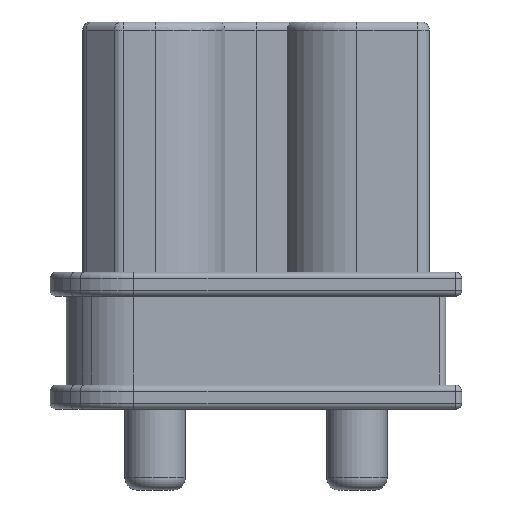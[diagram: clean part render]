
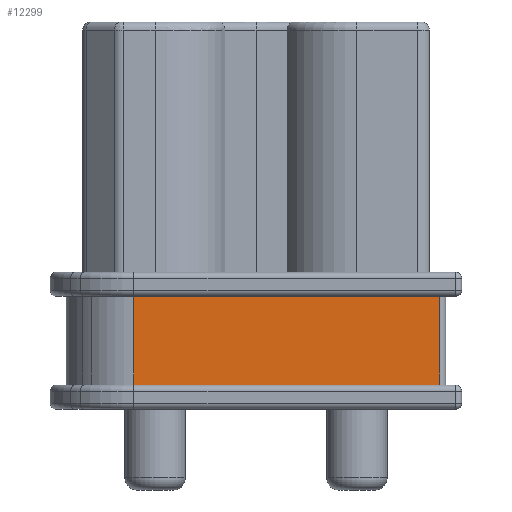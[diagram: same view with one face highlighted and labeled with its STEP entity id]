
A CAD part, front view. The second image highlights one B-rep face of the part: STEP entity #12299.
In plain terms, the highlighted planar face has unit normal (0, -1, 0).
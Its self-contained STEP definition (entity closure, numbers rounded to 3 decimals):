
#9707 = PLANE('',#9708);
#9708 = AXIS2_PLACEMENT_3D('',#9709,#9710,#9711);
#9709 = CARTESIAN_POINT('',(-5.1,-1.039,2.8));
#9710 = DIRECTION('',(0.,0.,1.));
#9711 = DIRECTION('',(1.,0.,0.));
#11021 = VERTEX_POINT('',#11022);
#11022 = CARTESIAN_POINT('',(4.55,-2.2,2.8));
#11041 = CYLINDRICAL_SURFACE('',#11042,0.15);
#11042 = AXIS2_PLACEMENT_3D('',#11043,#11044,#11045);
#11043 = CARTESIAN_POINT('',(4.55,-2.05,0.6));
#11044 = DIRECTION('',(0.,0.,1.));
#11045 = DIRECTION('',(1.,0.,0.));
#11053 = EDGE_CURVE('',#11054,#11021,#11056,.T.);
#11054 = VERTEX_POINT('',#11055);
#11055 = CARTESIAN_POINT('',(-3.029,-2.2,2.8));
#11056 = SURFACE_CURVE('',#11057,(#11061,#11067),.PCURVE_S1.);
#11057 = LINE('',#11058,#11059);
#11058 = CARTESIAN_POINT('',(0.,-2.2,2.8));
#11059 = VECTOR('',#11060,1.);
#11060 = DIRECTION('',(1.,0.,0.));
#11061 = PCURVE('',#9707,#11062);
#11062 = DEFINITIONAL_REPRESENTATION('',(#11063),#11066);
#11063 = B_SPLINE_CURVE_WITH_KNOTS('',1,(#11064,#11065),.UNSPECIFIED.,
  .F.,.F.,(2,2),(-3.802,5.473),
  .PIECEWISE_BEZIER_KNOTS.);
#11064 = CARTESIAN_POINT('',(1.298,-1.161));
#11065 = CARTESIAN_POINT('',(10.573,-1.161));
#11066 = ( GEOMETRIC_REPRESENTATION_CONTEXT(2) 
PARAMETRIC_REPRESENTATION_CONTEXT() REPRESENTATION_CONTEXT('2D SPACE',''
  ) );
#11067 = PCURVE('',#11068,#11073);
#11068 = PLANE('',#11069);
#11069 = AXIS2_PLACEMENT_3D('',#11070,#11071,#11072);
#11070 = CARTESIAN_POINT('',(5.1,-2.2,0.));
#11071 = DIRECTION('',(0.,-1.,0.));
#11072 = DIRECTION('',(-1.,0.,0.));
#11073 = DEFINITIONAL_REPRESENTATION('',(#11074),#11077);
#11074 = B_SPLINE_CURVE_WITH_KNOTS('',1,(#11075,#11076),.UNSPECIFIED.,
  .F.,.F.,(2,2),(-3.802,5.473),
  .PIECEWISE_BEZIER_KNOTS.);
#11075 = CARTESIAN_POINT('',(8.902,-2.8));
#11076 = CARTESIAN_POINT('',(-0.373,-2.8));
#11077 = ( GEOMETRIC_REPRESENTATION_CONTEXT(2) 
PARAMETRIC_REPRESENTATION_CONTEXT() REPRESENTATION_CONTEXT('2D SPACE',''
  ) );
#11096 = CYLINDRICAL_SURFACE('',#11097,1.6);
#11097 = AXIS2_PLACEMENT_3D('',#11098,#11099,#11100);
#11098 = CARTESIAN_POINT('',(-3.029,-0.6,0.));
#11099 = DIRECTION('',(0.,0.,1.));
#11100 = DIRECTION('',(0.,-1.,0.));
#11355 = PLANE('',#11356);
#11356 = AXIS2_PLACEMENT_3D('',#11357,#11358,#11359);
#11357 = CARTESIAN_POINT('',(-5.1,-1.039,0.6));
#11358 = DIRECTION('',(0.,0.,1.));
#11359 = DIRECTION('',(1.,0.,0.));
#12200 = VERTEX_POINT('',#12201);
#12201 = CARTESIAN_POINT('',(4.55,-2.2,0.6));
#12227 = EDGE_CURVE('',#12200,#11021,#12228,.T.);
#12228 = SURFACE_CURVE('',#12229,(#12233,#12240),.PCURVE_S1.);
#12229 = LINE('',#12230,#12231);
#12230 = CARTESIAN_POINT('',(4.55,-2.2,0.6));
#12231 = VECTOR('',#12232,1.);
#12232 = DIRECTION('',(0.,0.,1.));
#12233 = PCURVE('',#11041,#12234);
#12234 = DEFINITIONAL_REPRESENTATION('',(#12235),#12239);
#12235 = LINE('',#12236,#12237);
#12236 = CARTESIAN_POINT('',(-1.571,0.));
#12237 = VECTOR('',#12238,1.);
#12238 = DIRECTION('',(0.,1.));
#12239 = ( GEOMETRIC_REPRESENTATION_CONTEXT(2) 
PARAMETRIC_REPRESENTATION_CONTEXT() REPRESENTATION_CONTEXT('2D SPACE',''
  ) );
#12240 = PCURVE('',#11068,#12241);
#12241 = DEFINITIONAL_REPRESENTATION('',(#12242),#12246);
#12242 = LINE('',#12243,#12244);
#12243 = CARTESIAN_POINT('',(0.55,-0.6));
#12244 = VECTOR('',#12245,1.);
#12245 = DIRECTION('',(0.,-1.));
#12246 = ( GEOMETRIC_REPRESENTATION_CONTEXT(2) 
PARAMETRIC_REPRESENTATION_CONTEXT() REPRESENTATION_CONTEXT('2D SPACE',''
  ) );
#12299 = ADVANCED_FACE('',(#12300),#11068,.T.);
#12300 = FACE_BOUND('',#12301,.T.);
#12301 = EDGE_LOOP('',(#12302,#12323,#12324,#12325));
#12302 = ORIENTED_EDGE('',*,*,#12303,.T.);
#12303 = EDGE_CURVE('',#12304,#12200,#12306,.T.);
#12304 = VERTEX_POINT('',#12305);
#12305 = CARTESIAN_POINT('',(-3.029,-2.2,0.6));
#12306 = SURFACE_CURVE('',#12307,(#12311,#12317),.PCURVE_S1.);
#12307 = LINE('',#12308,#12309);
#12308 = CARTESIAN_POINT('',(0.,-2.2,0.6));
#12309 = VECTOR('',#12310,1.);
#12310 = DIRECTION('',(1.,0.,0.));
#12311 = PCURVE('',#11068,#12312);
#12312 = DEFINITIONAL_REPRESENTATION('',(#12313),#12316);
#12313 = B_SPLINE_CURVE_WITH_KNOTS('',1,(#12314,#12315),.UNSPECIFIED.,
  .F.,.F.,(2,2),(-3.802,5.473),
  .PIECEWISE_BEZIER_KNOTS.);
#12314 = CARTESIAN_POINT('',(8.902,-0.6));
#12315 = CARTESIAN_POINT('',(-0.373,-0.6));
#12316 = ( GEOMETRIC_REPRESENTATION_CONTEXT(2) 
PARAMETRIC_REPRESENTATION_CONTEXT() REPRESENTATION_CONTEXT('2D SPACE',''
  ) );
#12317 = PCURVE('',#11355,#12318);
#12318 = DEFINITIONAL_REPRESENTATION('',(#12319),#12322);
#12319 = B_SPLINE_CURVE_WITH_KNOTS('',1,(#12320,#12321),.UNSPECIFIED.,
  .F.,.F.,(2,2),(-3.802,5.473),
  .PIECEWISE_BEZIER_KNOTS.);
#12320 = CARTESIAN_POINT('',(1.298,-1.161));
#12321 = CARTESIAN_POINT('',(10.573,-1.161));
#12322 = ( GEOMETRIC_REPRESENTATION_CONTEXT(2) 
PARAMETRIC_REPRESENTATION_CONTEXT() REPRESENTATION_CONTEXT('2D SPACE',''
  ) );
#12323 = ORIENTED_EDGE('',*,*,#12227,.T.);
#12324 = ORIENTED_EDGE('',*,*,#11053,.F.);
#12325 = ORIENTED_EDGE('',*,*,#12326,.F.);
#12326 = EDGE_CURVE('',#12304,#11054,#12327,.T.);
#12327 = SURFACE_CURVE('',#12328,(#12332,#12339),.PCURVE_S1.);
#12328 = LINE('',#12329,#12330);
#12329 = CARTESIAN_POINT('',(-3.029,-2.2,0.));
#12330 = VECTOR('',#12331,1.);
#12331 = DIRECTION('',(0.,0.,1.));
#12332 = PCURVE('',#11068,#12333);
#12333 = DEFINITIONAL_REPRESENTATION('',(#12334),#12338);
#12334 = LINE('',#12335,#12336);
#12335 = CARTESIAN_POINT('',(8.129,0.));
#12336 = VECTOR('',#12337,1.);
#12337 = DIRECTION('',(0.,-1.));
#12338 = ( GEOMETRIC_REPRESENTATION_CONTEXT(2) 
PARAMETRIC_REPRESENTATION_CONTEXT() REPRESENTATION_CONTEXT('2D SPACE',''
  ) );
#12339 = PCURVE('',#11096,#12340);
#12340 = DEFINITIONAL_REPRESENTATION('',(#12341),#12345);
#12341 = LINE('',#12342,#12343);
#12342 = CARTESIAN_POINT('',(0.,0.));
#12343 = VECTOR('',#12344,1.);
#12344 = DIRECTION('',(0.,1.));
#12345 = ( GEOMETRIC_REPRESENTATION_CONTEXT(2) 
PARAMETRIC_REPRESENTATION_CONTEXT() REPRESENTATION_CONTEXT('2D SPACE',''
  ) );
